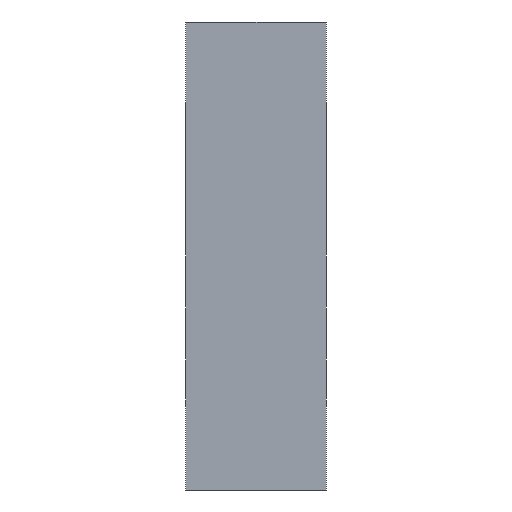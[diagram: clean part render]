
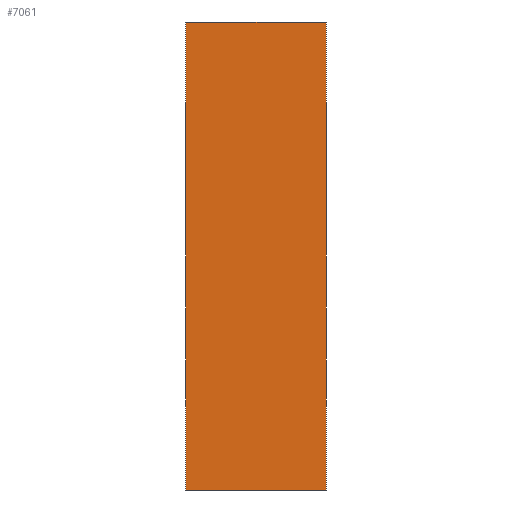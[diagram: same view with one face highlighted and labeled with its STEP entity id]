
A CAD part, left-side view. The second image highlights one B-rep face of the part: STEP entity #7061.
In plain terms, the highlighted planar face has unit normal (-1, 0, 0).
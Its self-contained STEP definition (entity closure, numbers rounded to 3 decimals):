
#276 = CARTESIAN_POINT ( 'NONE',  ( 0., 6., 0. ) ) ;
#547 = ORIENTED_EDGE ( 'NONE', *, *, #6155, .F. ) ;
#584 = CARTESIAN_POINT ( 'NONE',  ( 0., 6., 0. ) ) ;
#800 = AXIS2_PLACEMENT_3D ( 'NONE', #5708, #2341, #6265 ) ;
#976 = DIRECTION ( 'NONE',  ( 0., 0., 1. ) ) ;
#1124 = DIRECTION ( 'NONE',  ( 0., -1., 0. ) ) ;
#1309 = DIRECTION ( 'NONE',  ( 0., 0., 1. ) ) ;
#1477 = VERTEX_POINT ( 'NONE', #276 ) ;
#1911 = ORIENTED_EDGE ( 'NONE', *, *, #2714, .T. ) ;
#2273 = VERTEX_POINT ( 'NONE', #2287 ) ;
#2287 = CARTESIAN_POINT ( 'NONE',  ( 0., 0., 0. ) ) ;
#2341 = DIRECTION ( 'NONE',  ( 1., 0., 0. ) ) ;
#2579 = CARTESIAN_POINT ( 'NONE',  ( 0., 0., -20. ) ) ;
#2669 = EDGE_CURVE ( 'NONE', #1477, #2273, #4215, .T. ) ;
#2714 = EDGE_CURVE ( 'NONE', #7137, #5146, #5360, .T. ) ;
#3075 = VECTOR ( 'NONE', #1124, 1000. ) ;
#3515 = EDGE_CURVE ( 'NONE', #5146, #2273, #5170, .T. ) ;
#4025 = VECTOR ( 'NONE', #5125, 1000. ) ;
#4081 = CARTESIAN_POINT ( 'NONE',  ( 0., 6., -20. ) ) ;
#4175 = ORIENTED_EDGE ( 'NONE', *, *, #2669, .F. ) ;
#4215 = LINE ( 'NONE', #584, #3075 ) ;
#4584 = PLANE ( 'NONE',  #800 ) ;
#4639 = ORIENTED_EDGE ( 'NONE', *, *, #3515, .T. ) ;
#4933 = FACE_OUTER_BOUND ( 'NONE', #6432, .T. ) ;
#4986 = VECTOR ( 'NONE', #1309, 1000. ) ;
#5125 = DIRECTION ( 'NONE',  ( 0., -1., 0. ) ) ;
#5146 = VERTEX_POINT ( 'NONE', #2579 ) ;
#5170 = LINE ( 'NONE', #6033, #6458 ) ;
#5360 = LINE ( 'NONE', #5673, #4025 ) ;
#5673 = CARTESIAN_POINT ( 'NONE',  ( 0., 6., -20. ) ) ;
#5708 = CARTESIAN_POINT ( 'NONE',  ( 0., 6., 0. ) ) ;
#6033 = CARTESIAN_POINT ( 'NONE',  ( 0., 0., 0. ) ) ;
#6155 = EDGE_CURVE ( 'NONE', #7137, #1477, #6609, .T. ) ;
#6265 = DIRECTION ( 'NONE',  ( 0., 0., -1. ) ) ;
#6357 = CARTESIAN_POINT ( 'NONE',  ( 0., 6., 0. ) ) ;
#6432 = EDGE_LOOP ( 'NONE', ( #4639, #4175, #547, #1911 ) ) ;
#6458 = VECTOR ( 'NONE', #976, 1000. ) ;
#6609 = LINE ( 'NONE', #6357, #4986 ) ;
#7061 = ADVANCED_FACE ( 'NONE', ( #4933 ), #4584, .F. ) ;
#7137 = VERTEX_POINT ( 'NONE', #4081 ) ;
